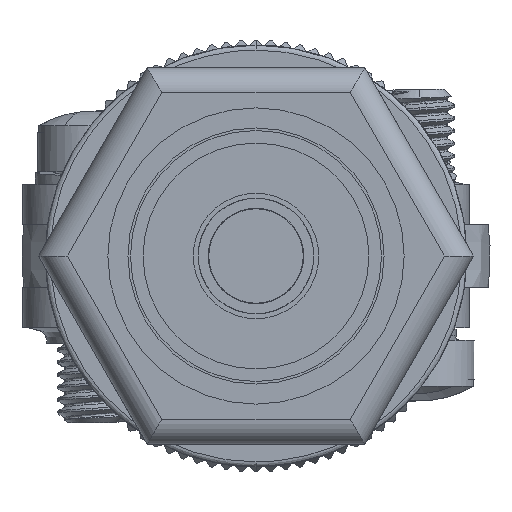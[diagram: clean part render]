
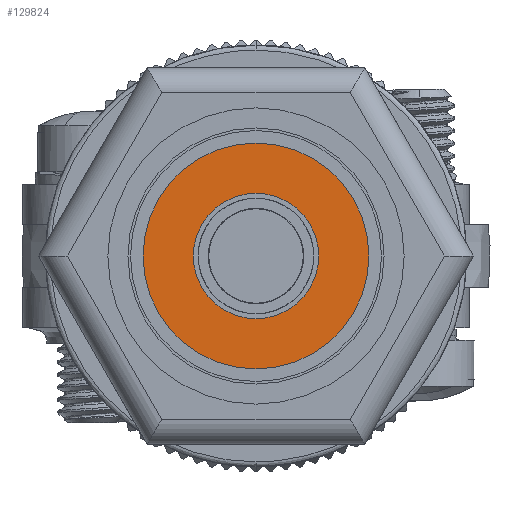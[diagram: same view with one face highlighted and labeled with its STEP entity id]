
A CAD part, front view. The second image highlights one B-rep face of the part: STEP entity #129824.
In plain terms, the highlighted planar face has unit normal (0, -1, 0).
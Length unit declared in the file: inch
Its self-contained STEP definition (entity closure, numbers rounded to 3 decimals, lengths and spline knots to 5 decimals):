
#1353 = AXIS2_PLACEMENT_3D ( 'NONE', #151500, #65424, #168450 ) ;
#17447 = EDGE_CURVE ( 'NONE', #131989, #34342, #68994, .T. ) ;
#17851 = DIRECTION ( 'NONE',  ( 0., 0., -1. ) ) ;
#29446 = ORIENTED_EDGE ( 'NONE', *, *, #47279, .F. ) ;
#33878 = FACE_OUTER_BOUND ( 'NONE', #152767, .T. ) ;
#34342 = VERTEX_POINT ( 'NONE', #68782 ) ;
#34786 = CARTESIAN_POINT ( 'NONE',  ( 0.06306, -0.6, -0.05406 ) ) ;
#39506 = DIRECTION ( 'NONE',  ( 0., 1., 0. ) ) ;
#41692 = AXIS2_PLACEMENT_3D ( 'NONE', #43304, #102871, #161453 ) ;
#43304 = CARTESIAN_POINT ( 'NONE',  ( 0.06306, -0.6, 0.05844 ) ) ;
#45037 = CARTESIAN_POINT ( 'NONE',  ( 0.06306, -0.6, -0.16656 ) ) ;
#47145 = FACE_BOUND ( 'NONE', #159511, .T. ) ;
#47279 = EDGE_CURVE ( 'NONE', #69669, #186055, #151048, .T. ) ;
#48748 = DIRECTION ( 'NONE',  ( 0., 1., 0. ) ) ;
#64792 = CARTESIAN_POINT ( 'NONE',  ( 0.06306, -0.6, 0.05844 ) ) ;
#65424 = DIRECTION ( 'NONE',  ( 0., 1., 0. ) ) ;
#68782 = CARTESIAN_POINT ( 'NONE',  ( 0.06306, -0.6, -0.06656 ) ) ;
#68994 = CIRCLE ( 'NONE', #41692, 0.125 ) ;
#69544 = AXIS2_PLACEMENT_3D ( 'NONE', #111376, #39506, #140668 ) ;
#69669 = VERTEX_POINT ( 'NONE', #178420 ) ;
#74310 = ORIENTED_EDGE ( 'NONE', *, *, #156169, .T. ) ;
#87321 = ORIENTED_EDGE ( 'NONE', *, *, #186246, .F. ) ;
#89348 = CARTESIAN_POINT ( 'NONE',  ( 0.06306, -0.6, 0.18344 ) ) ;
#94301 = AXIS2_PLACEMENT_3D ( 'NONE', #64792, #48748, #180141 ) ;
#102871 = DIRECTION ( 'NONE',  ( 0., 1., 0. ) ) ;
#103930 = PLANE ( 'NONE',  #174969 ) ;
#111376 = CARTESIAN_POINT ( 'NONE',  ( 0.06306, -0.6, 0.05844 ) ) ;
#129824 = ADVANCED_FACE ( 'NONE', ( #33878, #47145 ), #103930, .T. ) ;
#131989 = VERTEX_POINT ( 'NONE', #89348 ) ;
#140668 = DIRECTION ( 'NONE',  ( 0., 0., 1. ) ) ;
#145733 = CIRCLE ( 'NONE', #94301, 0.225 ) ;
#147417 = DIRECTION ( 'NONE',  ( 0., -1., 0. ) ) ;
#151048 = CIRCLE ( 'NONE', #69544, 0.225 ) ;
#151500 = CARTESIAN_POINT ( 'NONE',  ( 0.06306, -0.6, 0.05844 ) ) ;
#152767 = EDGE_LOOP ( 'NONE', ( #29446, #87321 ) ) ;
#156169 = EDGE_CURVE ( 'NONE', #34342, #131989, #170450, .T. ) ;
#159511 = EDGE_LOOP ( 'NONE', ( #74310, #161508 ) ) ;
#161453 = DIRECTION ( 'NONE',  ( 0., 0., -1. ) ) ;
#161508 = ORIENTED_EDGE ( 'NONE', *, *, #17447, .T. ) ;
#168450 = DIRECTION ( 'NONE',  ( 0., 0., -1. ) ) ;
#170450 = CIRCLE ( 'NONE', #1353, 0.125 ) ;
#174969 = AXIS2_PLACEMENT_3D ( 'NONE', #34786, #147417, #17851 ) ;
#178420 = CARTESIAN_POINT ( 'NONE',  ( 0.06306, -0.6, 0.28344 ) ) ;
#180141 = DIRECTION ( 'NONE',  ( 0., 0., 1. ) ) ;
#186055 = VERTEX_POINT ( 'NONE', #45037 ) ;
#186246 = EDGE_CURVE ( 'NONE', #186055, #69669, #145733, .T. ) ;
